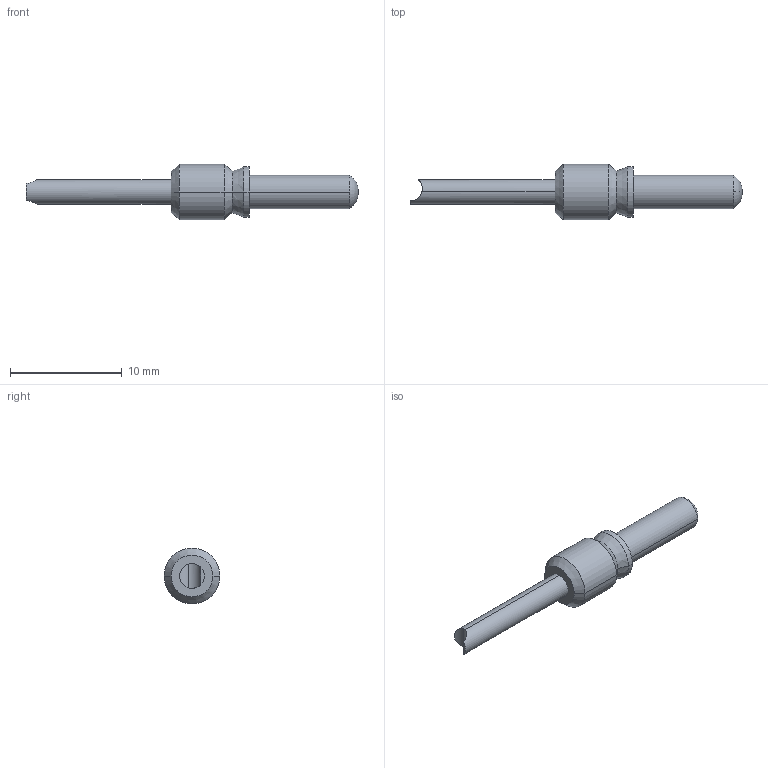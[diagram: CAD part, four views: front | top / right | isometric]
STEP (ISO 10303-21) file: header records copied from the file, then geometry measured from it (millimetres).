
FILE_DESCRIPTION(('STEP AP242'),'1');
FILE_NAME('systeme_xuya211_a_005_b__au_metre_.stp','2021-06-08T14:24:53',('TraceParts'),('TraceParts S.A.'),'Spatial InterOp 3D',' ',' ');
FILE_SCHEMA(('AP242_MANAGED_MODEL_BASED_3D_ENGINEERING_MIM_LF {1 0 10303 442 1 1 4}'));
Length unit declared in the file: millimetre
Products named in the file (1): systeme_xuya211_a_005_b__au_metre_
Bounding box: 29.75 x 5 x 5 mm (x, y, z)
Volume: 235.5 mm3; surface area: 310.8 mm2
Topology: 1 solids, 1 shells, 21 faces, 46 edges, 27 vertices
Faces by surface type: cylinder 10, cone 6, plane 3, torus 2
Entity records: 989 total; most frequent: CARTESIAN_POINT 343, DIRECTION 106, ORIENTED_EDGE 88, AXIS2_PLACEMENT_3D 45, EDGE_CURVE 44, VERTEX_POINT 27, EDGE_LOOP 23, CIRCLE 23
